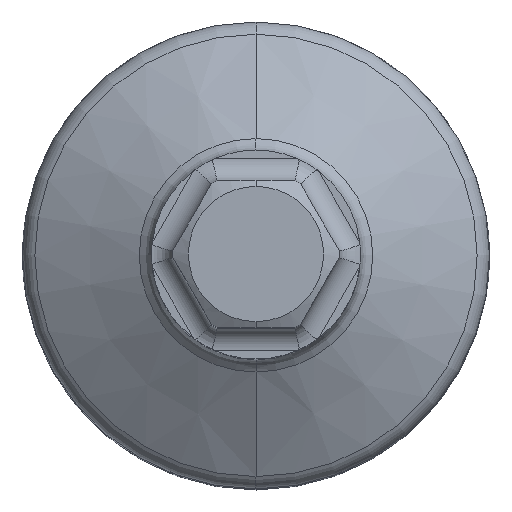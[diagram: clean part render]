
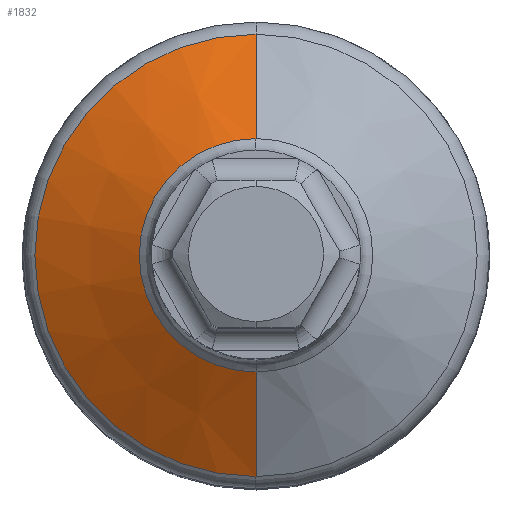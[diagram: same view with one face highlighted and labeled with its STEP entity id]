
A CAD part, top view. The second image highlights one B-rep face of the part: STEP entity #1832.
In plain terms, the highlighted conical face has half-angle 60 degrees and reference radius 6.875 mm.
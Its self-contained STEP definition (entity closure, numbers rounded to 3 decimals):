
#473=CARTESIAN_POINT('',(0.,0.,27.258));
#474=DIRECTION('',(0.,0.,1.));
#475=DIRECTION('',(0.,1.,0.));
#476=AXIS2_PLACEMENT_3D('',#473,#474,#475);
#478=CARTESIAN_POINT('',(0.,0.,29.711));
#479=DIRECTION('',(0.,0.,-1.));
#480=DIRECTION('',(0.,-1.,0.));
#481=AXIS2_PLACEMENT_3D('',#478,#479,#480);
#488=DIRECTION('',(0.,0.866,0.5));
#489=VECTOR('',#488,4.907);
#490=CARTESIAN_POINT('',(0.,-9.,
27.258));
#491=LINE('',#490,#489);
#497=DIRECTION('',(0.,-0.866,0.5));
#498=VECTOR('',#497,4.907);
#499=CARTESIAN_POINT('',(0.,9.,
27.258));
#500=LINE('',#499,#498);
#1177=CARTESIAN_POINT('',(0.,-4.75,29.711));
#1178=CARTESIAN_POINT('',(0.,4.75,29.711));
#1179=VERTEX_POINT('',#1177);
#1180=VERTEX_POINT('',#1178);
#1185=CARTESIAN_POINT('',(0.,9.,27.258));
#1186=CARTESIAN_POINT('',(0.,-9.,27.258));
#1187=VERTEX_POINT('',#1185);
#1188=VERTEX_POINT('',#1186);
#1818=CARTESIAN_POINT('',(0.,0.,28.484));
#1819=DIRECTION('',(0.,0.,-1.));
#1820=DIRECTION('',(0.,-1.,0.));
#1821=AXIS2_PLACEMENT_3D('',#1818,#1819,#1820);
#1822=CONICAL_SURFACE('',#1821,6.875,60.);
#1823=ORIENTED_EDGE('',*,*,#1801,.F.);
#1825=ORIENTED_EDGE('',*,*,#1824,.T.);
#1827=ORIENTED_EDGE('',*,*,#1826,.F.);
#1829=ORIENTED_EDGE('',*,*,#1828,.F.);
#1830=EDGE_LOOP('',(#1823,#1825,#1827,#1829));
#1831=FACE_OUTER_BOUND('',#1830,.F.);
#1832=ADVANCED_FACE('',(#1831),#1822,.T.);
#477=CIRCLE('',#476,9.);
#482=CIRCLE('',#481,4.75);
#1801=EDGE_CURVE('',#1187,#1188,#477,.T.);
#1824=EDGE_CURVE('',#1187,#1180,#500,.T.);
#1826=EDGE_CURVE('',#1179,#1180,#482,.T.);
#1828=EDGE_CURVE('',#1188,#1179,#491,.T.);
